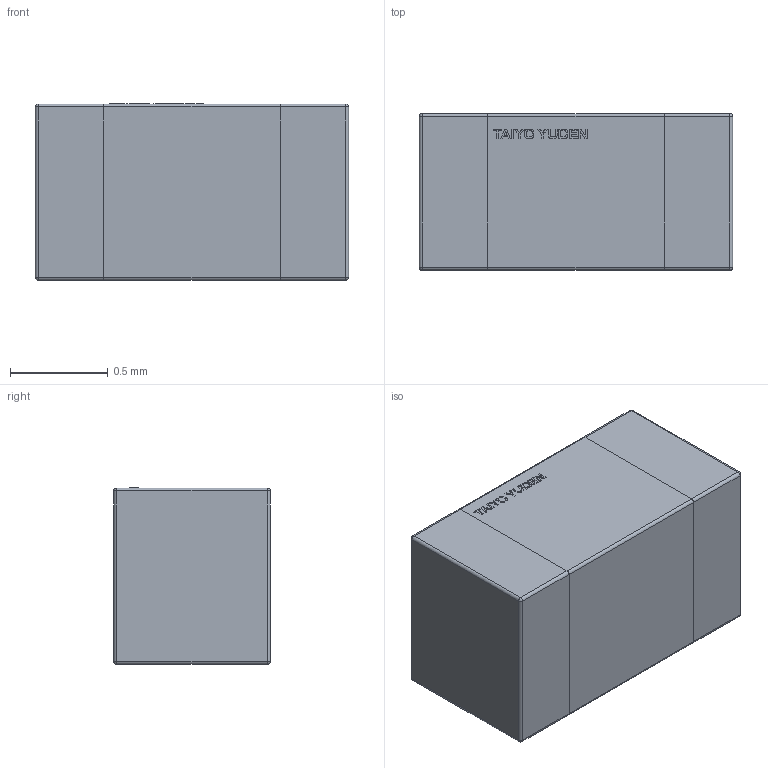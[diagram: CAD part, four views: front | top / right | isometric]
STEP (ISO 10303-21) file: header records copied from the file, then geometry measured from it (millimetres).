
FILE_DESCRIPTION (( 'STEP AP214' ), '1' );
FILE_NAME ('0603-L_1.6_0.1-W_0.8_0.1-T_0.8_0.1-e_0.35_0.25-H8.STEP', '2021-06-02T04:59:19', ( '' ), ( '' ), 'SwSTEP 2.0', 'SolidWorks 2020', '' );
FILE_SCHEMA (( 'AUTOMOTIVE_DESIGN' ));
Length unit declared in the file: millimetre
Products named in the file (4): Taiyo Youde Logo 0.2mm; Body; Pin; 0603-L_1.6_0.1-W_0.8_0.1-T_0.8_0.1-e_0.35_0.25-H8
Assembly tree (3 placements, depth 2):
  0603-L_1.6_0.1-W_0.8_0.1-T_0.8_0.1-e_0.35_0.25-H8
    Body
    Pin
    Taiyo Youde Logo 0.2mm
Bounding box: 1.6 x 0.8 x 0.9 mm (x, y, z)
Volume: 1.2 mm3; surface area: 9.7 mm2
Topology: 13 solids, 13 shells, 199 faces, 503 edges, 322 vertices
Faces by surface type: plane 102, bspline 69, cylinder 20, sphere 8
Entity records: 6467 total; most frequent: CARTESIAN_POINT 1919, ORIENTED_EDGE 990, DIRECTION 669, EDGE_CURVE 495, VERTEX_POINT 322, LINE 317, VECTOR 317, EDGE_LOOP 205
